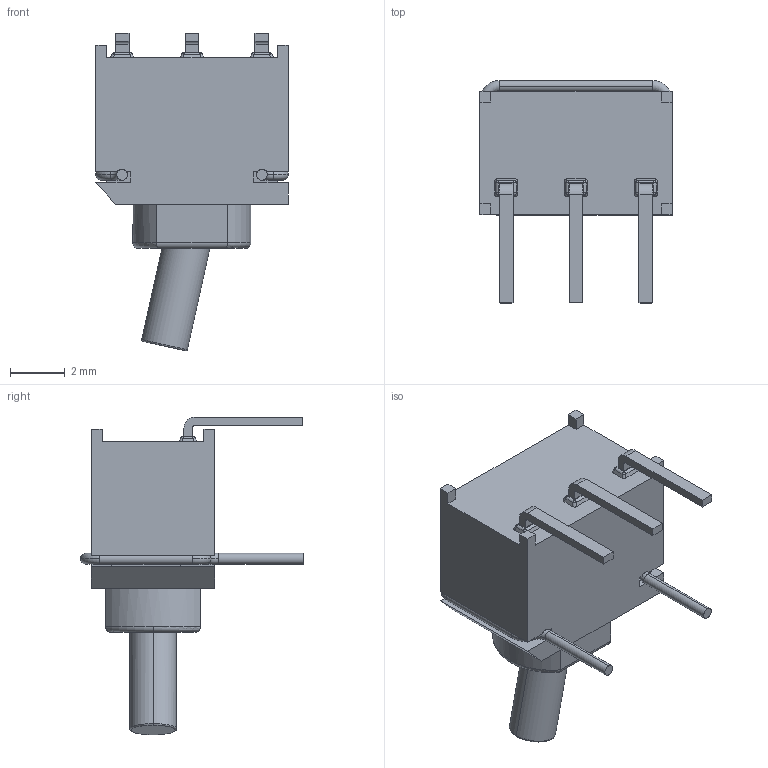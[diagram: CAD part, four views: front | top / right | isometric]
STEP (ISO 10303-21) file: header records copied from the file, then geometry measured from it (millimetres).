
FILE_DESCRIPTION (( 'STEP AP214' ), '1' );
FILE_NAME ('200USP1T1A1M6RE.STEP', '2022-09-13T11:16:17', ( '' ), ( '' ), 'SwSTEP 2.0', 'SolidWorks 2021', '' );
FILE_SCHEMA (( 'AUTOMOTIVE_DESIGN' ));
Length unit declared in the file: millimetre
Products named in the file (2): 200USP1T1A1M6RE--3DModel-STEP-520916; 200USP1T1A1M6RE
Assembly tree (1 placements, depth 2):
  200USP1T1A1M6RE
    200USP1T1A1M6RE--3DModel-STEP-520916
Bounding box: 7 x 8.1 x 11.55 mm (x, y, z)
Surface area: 338.2 mm2 (no closed solid volume)
Topology: 0 solids, 1 shells, 164 faces, 433 edges, 264 vertices
Faces by surface type: plane 85, cylinder 48, torus 19, sphere 12
Entity records: 5092 total; most frequent: CARTESIAN_POINT 1000, DIRECTION 870, ORIENTED_EDGE 838, EDGE_CURVE 421, AXIS2_PLACEMENT_3D 303, VERTEX_POINT 264, VECTOR 264, LINE 264
